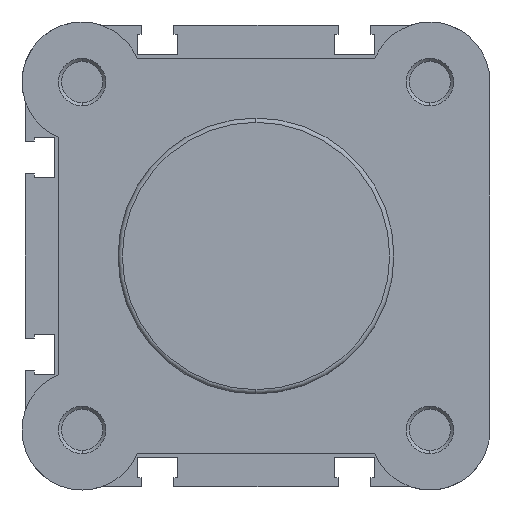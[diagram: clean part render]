
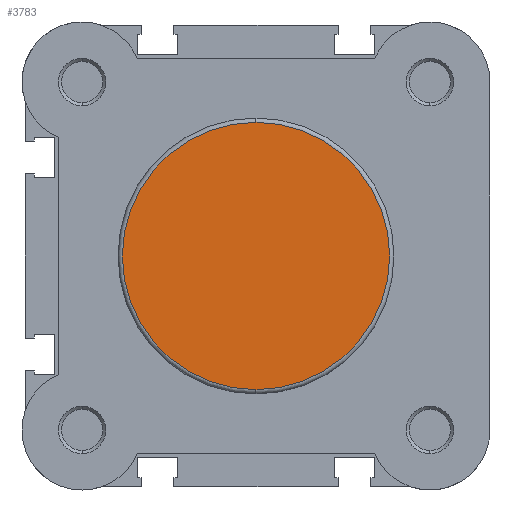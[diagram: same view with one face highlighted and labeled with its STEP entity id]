
A CAD part, left-side view. The second image highlights one B-rep face of the part: STEP entity #3783.
In plain terms, the highlighted planar face has unit normal (-1, 0, 0).
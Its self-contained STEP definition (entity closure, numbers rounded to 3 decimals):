
#642 = CIRCLE ( 'NONE', #3216, 21.7 ) ;
#727 = CIRCLE ( 'NONE', #3241, 21.7 ) ;
#1639 = ORIENTED_EDGE ( 'NONE', *, *, #2952, .T. ) ;
#1640 = ORIENTED_EDGE ( 'NONE', *, *, #3010, .T. ) ;
#2300 = EDGE_LOOP ( 'NONE', ( #1639, #1640 ) ) ;
#2619 = CARTESIAN_POINT ( 'NONE',  ( 0., 0., -21.7 ) ) ;
#2631 = CARTESIAN_POINT ( 'NONE',  ( 0., 0., 21.7 ) ) ;
#2952 = EDGE_CURVE ( 'NONE', #3991, #4003, #642, .T. ) ;
#3010 = EDGE_CURVE ( 'NONE', #4003, #3991, #727, .T. ) ;
#3216 = AXIS2_PLACEMENT_3D ( 'NONE', #4853, #4854, #4855 ) ;
#3241 = AXIS2_PLACEMENT_3D ( 'NONE', #5001, #5002, #5003 ) ;
#3527 = AXIS2_PLACEMENT_3D ( 'NONE', #6044, #6047, #6048 ) ;
#3783 = ADVANCED_FACE ( 'NONE', ( #6376 ), #6045, .F. ) ;
#3991 = VERTEX_POINT ( 'NONE', #2619 ) ;
#4003 = VERTEX_POINT ( 'NONE', #2631 ) ;
#4853 = CARTESIAN_POINT ( 'NONE',  ( 0., 0., 0. ) ) ;
#4854 = DIRECTION ( 'NONE',  ( -1., 0., 0. ) ) ;
#4855 = DIRECTION ( 'NONE',  ( 0., 0., -1. ) ) ;
#5001 = CARTESIAN_POINT ( 'NONE',  ( 0., 0., 0. ) ) ;
#5002 = DIRECTION ( 'NONE',  ( -1., 0., 0. ) ) ;
#5003 = DIRECTION ( 'NONE',  ( 0., 0., -1. ) ) ;
#6044 = CARTESIAN_POINT ( 'NONE',  ( 0., 22.4, 0. ) ) ;
#6045 = PLANE ( 'NONE',  #3527 ) ;
#6047 = DIRECTION ( 'NONE',  ( 1., 0., 0. ) ) ;
#6048 = DIRECTION ( 'NONE',  ( 0., 0., -1. ) ) ;
#6376 = FACE_OUTER_BOUND ( 'NONE', #2300, .T. ) ;
